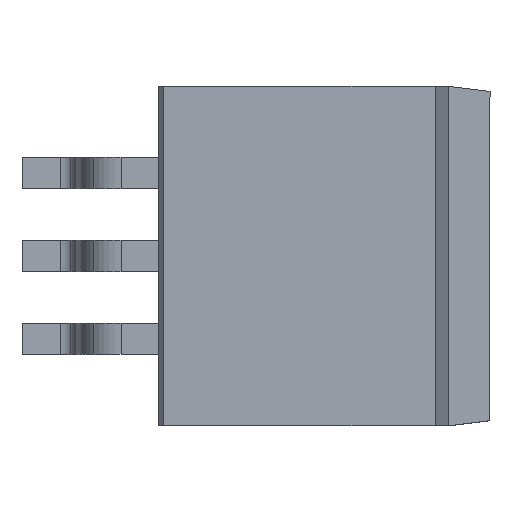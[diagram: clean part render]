
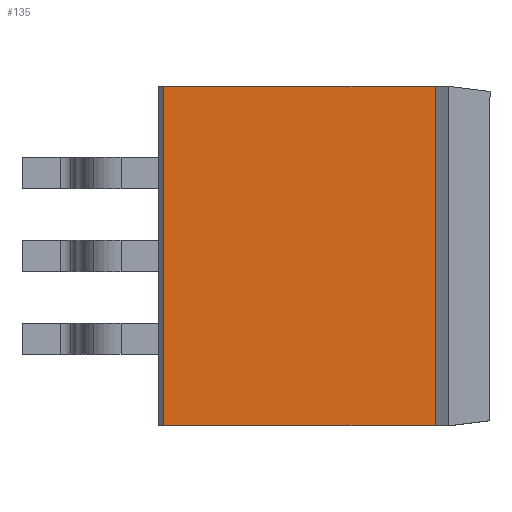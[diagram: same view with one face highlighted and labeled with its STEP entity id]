
A CAD part, top view. The second image highlights one B-rep face of the part: STEP entity #135.
In plain terms, the highlighted planar face has unit normal (0, 0, 1).
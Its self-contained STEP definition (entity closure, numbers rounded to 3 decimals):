
#72=CARTESIAN_POINT('',(5.555,5.205,4.636));
#73=VERTEX_POINT('',#72);
#80=CARTESIAN_POINT('',(5.555,-5.205,4.636));
#81=VERTEX_POINT('',#80);
#82=CARTESIAN_POINT('',(5.555,-5.205,4.636));
#83=DIRECTION('',(0.0,1.0,0.0));
#84=VECTOR('',#83,10.41);
#85=LINE('',#82,#84);
#86=EDGE_CURVE('',#81,#73,#85,.T.);
#105=CARTESIAN_POINT('',(-3.175,-5.725,4.636));
#106=DIRECTION('',(0.0,0.0,1.0));
#107=DIRECTION('',(1.0,0.0,0.0));
#108=AXIS2_PLACEMENT_3D('',#105,#106,#107);
#109=PLANE('',#108);
#110=CARTESIAN_POINT('',(-2.759,5.205,4.636));
#111=VERTEX_POINT('',#110);
#112=CARTESIAN_POINT('',(5.555,5.205,4.636));
#113=DIRECTION('',(-1.0,0.0,0.0));
#114=VECTOR('',#113,8.314);
#115=LINE('',#112,#114);
#116=EDGE_CURVE('',#73,#111,#115,.T.);
#117=ORIENTED_EDGE('',*,*,#116,.T.);
#118=CARTESIAN_POINT('',(-2.759,-5.205,4.636));
#119=VERTEX_POINT('',#118);
#120=CARTESIAN_POINT('',(-2.759,-5.205,4.636));
#121=DIRECTION('',(0.0,1.0,0.0));
#122=VECTOR('',#121,10.41);
#123=LINE('',#120,#122);
#124=EDGE_CURVE('',#119,#111,#123,.T.);
#125=ORIENTED_EDGE('',*,*,#124,.F.);
#126=CARTESIAN_POINT('',(-2.759,-5.205,4.636));
#127=DIRECTION('',(1.0,0.0,0.0));
#128=VECTOR('',#127,8.314);
#129=LINE('',#126,#128);
#130=EDGE_CURVE('',#119,#81,#129,.T.);
#131=ORIENTED_EDGE('',*,*,#130,.T.);
#132=ORIENTED_EDGE('',*,*,#86,.T.);
#133=EDGE_LOOP('',(#117,#125,#131,#132));
#134=FACE_OUTER_BOUND('',#133,.T.);
#135=ADVANCED_FACE('',(#134),#109,.T.);
